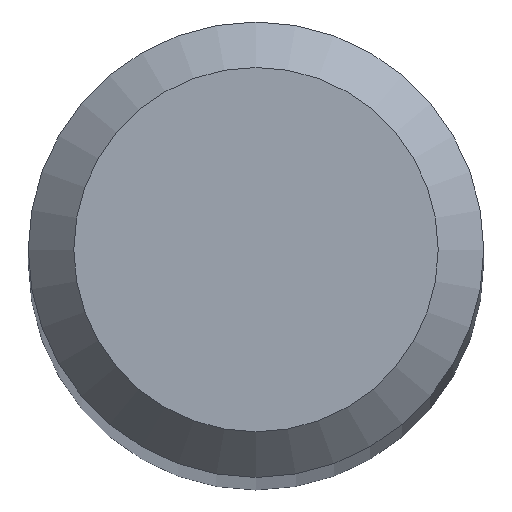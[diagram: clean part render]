
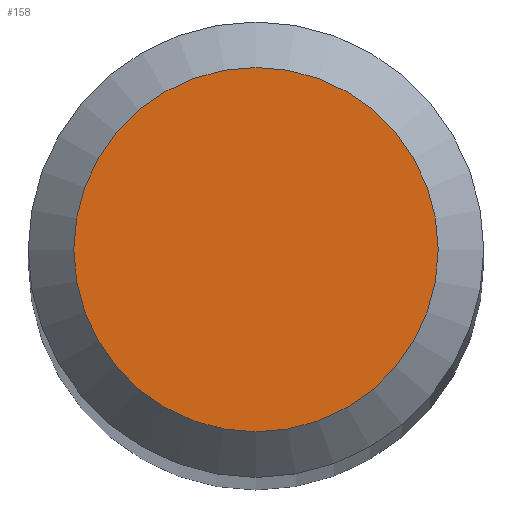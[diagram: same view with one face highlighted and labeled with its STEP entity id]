
A CAD part, top view. The second image highlights one B-rep face of the part: STEP entity #158.
In plain terms, the highlighted planar face has unit normal (0, 0, 1).
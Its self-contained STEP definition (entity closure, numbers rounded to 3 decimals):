
#10 = DIRECTION ( 'NONE',  ( 0., 0., -1. ) ) ;
#73 = DIRECTION ( 'NONE',  ( 0., 0., -1. ) ) ;
#81 = CARTESIAN_POINT ( 'NONE',  ( 0., 0., 30. ) ) ;
#84 = EDGE_LOOP ( 'NONE', ( #182 ) ) ;
#87 = VERTEX_POINT ( 'NONE', #262 ) ;
#125 = PLANE ( 'NONE',  #180 ) ;
#143 = AXIS2_PLACEMENT_3D ( 'NONE', #81, #10, #242 ) ;
#144 = CARTESIAN_POINT ( 'NONE',  ( 0., 0., 30. ) ) ;
#158 = ADVANCED_FACE ( 'NONE', ( #239 ), #125, .F. ) ;
#180 = AXIS2_PLACEMENT_3D ( 'NONE', #144, #73, #255 ) ;
#182 = ORIENTED_EDGE ( 'NONE', *, *, #220, .F. ) ;
#220 = EDGE_CURVE ( 'NONE', #87, #87, #274, .T. ) ;
#239 = FACE_OUTER_BOUND ( 'NONE', #84, .T. ) ;
#242 = DIRECTION ( 'NONE',  ( 0., 1., 0. ) ) ;
#255 = DIRECTION ( 'NONE',  ( 0., 1., 0. ) ) ;
#262 = CARTESIAN_POINT ( 'NONE',  ( 0., 0.6, 30. ) ) ;
#274 = CIRCLE ( 'NONE', #143, 0.6 ) ;
